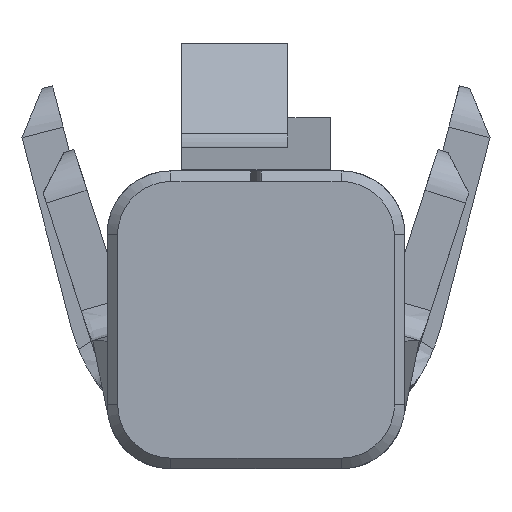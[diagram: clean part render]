
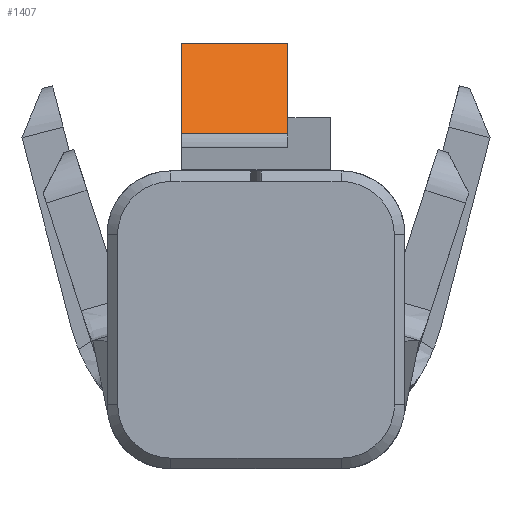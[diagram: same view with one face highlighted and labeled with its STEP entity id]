
A CAD part, front view. The second image highlights one B-rep face of the part: STEP entity #1407.
In plain terms, the highlighted planar face has unit normal (0, -0.766, 0.642).
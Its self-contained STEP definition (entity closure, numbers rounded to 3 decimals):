
#1368=CARTESIAN_POINT('',(-0.1,6.299,1.062));
#1369=DIRECTION('',(0.,0.642,0.766));
#1370=DIRECTION('',(0.,-0.766,0.642));
#1371=AXIS2_PLACEMENT_3D('',#1368,#1370,#1369);
#1372=PLANE('',#1371);
#1373=CARTESIAN_POINT('',(0.15,6.499,1.3));
#1374=VERTEX_POINT('',#1373);
#1375=CARTESIAN_POINT('',(-0.35,6.499,1.3));
#1376=VERTEX_POINT('',#1375);
#1377=CARTESIAN_POINT('',(0.15,6.499,1.3));
#1378=DIRECTION('',(-1.,0.,0.));
#1379=VECTOR('',#1378,0.5);
#1380=LINE('',#1377,#1379);
#1381=EDGE_CURVE('',#1374,#1376,#1380,.T.);
#1382=ORIENTED_EDGE('',*,*,#1381,.T.);
#1383=CARTESIAN_POINT('',(-0.35,6.143,0.876));
#1384=VERTEX_POINT('',#1383);
#1385=CARTESIAN_POINT('',(-0.35,6.499,1.3));
#1386=DIRECTION('',(0.,-0.642,-0.766));
#1387=VECTOR('',#1386,0.553);
#1388=LINE('',#1385,#1387);
#1389=EDGE_CURVE('',#1376,#1384,#1388,.T.);
#1390=ORIENTED_EDGE('',*,*,#1389,.T.);
#1391=CARTESIAN_POINT('',(0.15,6.143,0.876));
#1392=VERTEX_POINT('',#1391);
#1393=CARTESIAN_POINT('',(-0.35,6.143,0.876));
#1394=DIRECTION('',(1.,0.,0.));
#1395=VECTOR('',#1394,0.5);
#1396=LINE('',#1393,#1395);
#1397=EDGE_CURVE('',#1384,#1392,#1396,.T.);
#1398=ORIENTED_EDGE('',*,*,#1397,.T.);
#1399=CARTESIAN_POINT('',(0.15,6.143,0.876));
#1400=DIRECTION('',(0.,0.642,0.766));
#1401=VECTOR('',#1400,0.553);
#1402=LINE('',#1399,#1401);
#1403=EDGE_CURVE('',#1392,#1374,#1402,.T.);
#1404=ORIENTED_EDGE('',*,*,#1403,.T.);
#1405=EDGE_LOOP('',(#1382,#1390,#1398,#1404));
#1406=FACE_OUTER_BOUND('',#1405,.T.);
#1407=ADVANCED_FACE('',(#1406),#1372,.T.);
